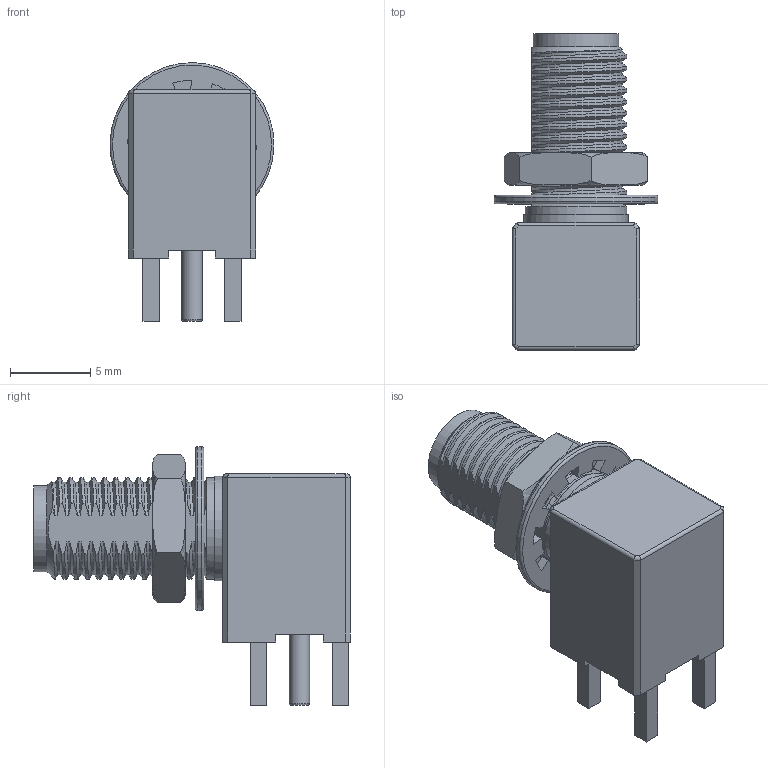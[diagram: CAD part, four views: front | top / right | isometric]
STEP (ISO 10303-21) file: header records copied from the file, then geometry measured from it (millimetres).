
FILE_DESCRIPTION(/* description */ (''),/* implementation_level */ '2;1');
FILE_NAME(/* name */ 'WE_SMA_60311042114502.step',/* time_stamp */ '2022-01-03T00:56:25+01:00',/* author */ (''),/* organization */ (''),/* preprocessor_version */ 'ST-DEVELOPER v18.1',/* originating_system */ 'Autodesk Translation Framework v10.10.0.1391',/* authorisation */ '');
FILE_SCHEMA (('AUTOMOTIVE_DESIGN { 1 0 10303 214 3 1 1 }'));
Length unit declared in the file: millimetre
Products named in the file (1): WE_SMA_60311042114502
Bounding box: 10.2 x 19.69 x 16.1 mm (x, y, z)
Volume: 943.4 mm3; surface area: 1412.1 mm2
Topology: 3 solids, 5 shells, 232 faces, 621 edges, 403 vertices
Faces by surface type: plane 92, cylinder 81, bspline 31, torus 18, cone 10
Full cylindrical faces by diameter (mm): 1.27 x4, 3 x1, 3.5 x1, 4.06 x1, 4.158 x1, 4.95 x1, 5.35 x1, 5.6 x1, 6 x1, 6.33 x1, 6.5 x1, 6.55 x3, 10.2 x1
Entity records: 10413 total; most frequent: CARTESIAN_POINT 4754, ORIENTED_EDGE 1236, DIRECTION 1000, EDGE_CURVE 618, VERTEX_POINT 403, AXIS2_PLACEMENT_3D 348, LINE 304, VECTOR 304
